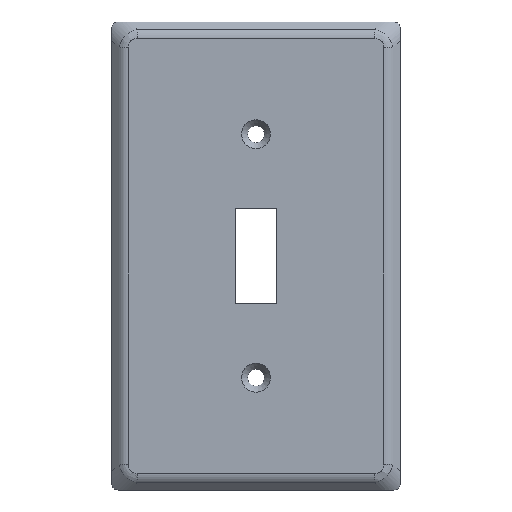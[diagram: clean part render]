
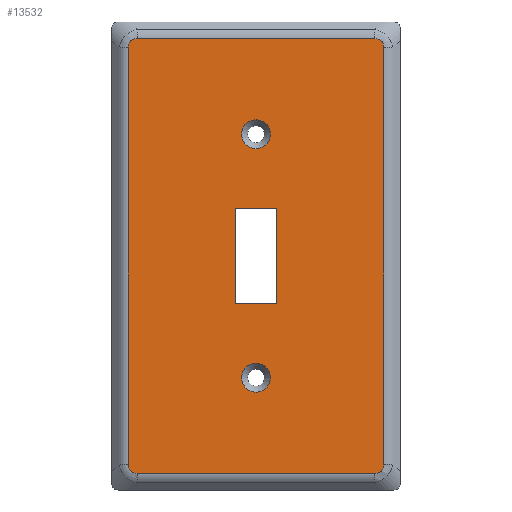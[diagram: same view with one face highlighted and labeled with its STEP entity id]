
A CAD part, top view. The second image highlights one B-rep face of the part: STEP entity #13532.
In plain terms, the highlighted planar face has unit normal (0, 0, 1).
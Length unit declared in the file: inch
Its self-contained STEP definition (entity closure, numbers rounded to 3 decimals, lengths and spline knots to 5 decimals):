
#19=ELLIPSE('',#14204,0.21651,0.125);
#22=ELLIPSE('',#14211,0.21651,0.125);
#24=ELLIPSE('',#14216,0.21651,0.125);
#26=ELLIPSE('',#14221,0.21651,0.125);
#668=FACE_BOUND('',#2682,.T.);
#669=FACE_BOUND('',#2683,.T.);
#670=FACE_BOUND('',#2684,.T.);
#1111=PLANE('',#14231);
#1889=FACE_OUTER_BOUND('',#2681,.T.);
#2681=EDGE_LOOP('',(#12636,#12637,#12638,#12639,#12640,#12641,#12642,#12643));
#2682=EDGE_LOOP('',(#12644,#12645));
#2683=EDGE_LOOP('',(#12646,#12647));
#2684=EDGE_LOOP('',(#12648,#12649,#12650,#12651));
#2730=LINE('',#17162,#4142);
#2733=LINE('',#17168,#4145);
#2736=LINE('',#17174,#4148);
#2739=LINE('',#17178,#4151);
#4077=LINE('',#23774,#5489);
#4079=LINE('',#23805,#5491);
#4081=LINE('',#23836,#5493);
#4083=LINE('',#23864,#5495);
#4142=VECTOR('',#14336,0.3937);
#4145=VECTOR('',#14341,0.3937);
#4148=VECTOR('',#14346,0.3937);
#4151=VECTOR('',#14351,0.3937);
#5489=VECTOR('',#16889,0.3937);
#5491=VECTOR('',#16901,0.3937);
#5493=VECTOR('',#16913,0.3937);
#5495=VECTOR('',#16923,0.3937);
#5548=CIRCLE('',#13592,0.1405);
#5549=CIRCLE('',#13593,0.1405);
#5553=CIRCLE('',#13599,0.1405);
#5554=CIRCLE('',#13600,0.1405);
#5692=VERTEX_POINT('',#17128);
#5693=VERTEX_POINT('',#17129);
#5697=VERTEX_POINT('',#17142);
#5698=VERTEX_POINT('',#17143);
#5704=VERTEX_POINT('',#17159);
#5705=VERTEX_POINT('',#17161);
#5707=VERTEX_POINT('',#17167);
#5709=VERTEX_POINT('',#17173);
#6919=VERTEX_POINT('',#23762);
#6920=VERTEX_POINT('',#23764);
#6922=VERTEX_POINT('',#23770);
#6924=VERTEX_POINT('',#23795);
#6926=VERTEX_POINT('',#23801);
#6928=VERTEX_POINT('',#23826);
#6930=VERTEX_POINT('',#23832);
#6932=VERTEX_POINT('',#23857);
#6990=EDGE_CURVE('',#5692,#5693,#5548,.T.);
#6991=EDGE_CURVE('',#5693,#5692,#5549,.T.);
#6997=EDGE_CURVE('',#5697,#5698,#5553,.T.);
#6998=EDGE_CURVE('',#5698,#5697,#5554,.T.);
#7006=EDGE_CURVE('',#5705,#5704,#2730,.T.);
#7009=EDGE_CURVE('',#5707,#5705,#2733,.T.);
#7012=EDGE_CURVE('',#5709,#5707,#2736,.T.);
#7015=EDGE_CURVE('',#5704,#5709,#2739,.T.);
#8823=EDGE_CURVE('',#6919,#6920,#19,.T.);
#8828=EDGE_CURVE('',#6920,#6922,#4077,.T.);
#8831=EDGE_CURVE('',#6922,#6924,#22,.T.);
#8834=EDGE_CURVE('',#6924,#6926,#4079,.T.);
#8837=EDGE_CURVE('',#6926,#6928,#24,.T.);
#8840=EDGE_CURVE('',#6928,#6930,#4081,.T.);
#8843=EDGE_CURVE('',#6930,#6932,#26,.T.);
#8845=EDGE_CURVE('',#6932,#6919,#4083,.T.);
#12636=ORIENTED_EDGE('',*,*,#8823,.F.);
#12637=ORIENTED_EDGE('',*,*,#8845,.F.);
#12638=ORIENTED_EDGE('',*,*,#8843,.F.);
#12639=ORIENTED_EDGE('',*,*,#8840,.F.);
#12640=ORIENTED_EDGE('',*,*,#8837,.F.);
#12641=ORIENTED_EDGE('',*,*,#8834,.F.);
#12642=ORIENTED_EDGE('',*,*,#8831,.F.);
#12643=ORIENTED_EDGE('',*,*,#8828,.F.);
#12644=ORIENTED_EDGE('',*,*,#6990,.T.);
#12645=ORIENTED_EDGE('',*,*,#6991,.T.);
#12646=ORIENTED_EDGE('',*,*,#6997,.T.);
#12647=ORIENTED_EDGE('',*,*,#6998,.T.);
#12648=ORIENTED_EDGE('',*,*,#7012,.T.);
#12649=ORIENTED_EDGE('',*,*,#7009,.T.);
#12650=ORIENTED_EDGE('',*,*,#7006,.T.);
#12651=ORIENTED_EDGE('',*,*,#7015,.T.);
#13532=ADVANCED_FACE('',(#1889,#668,#669,#670),#1111,.T.);
#13592=AXIS2_PLACEMENT_3D('',#17130,#14302,#14303);
#13593=AXIS2_PLACEMENT_3D('',#17131,#14304,#14305);
#13599=AXIS2_PLACEMENT_3D('',#17144,#14318,#14319);
#13600=AXIS2_PLACEMENT_3D('',#17145,#14320,#14321);
#14204=AXIS2_PLACEMENT_3D('',#23765,#16878,#16879);
#14211=AXIS2_PLACEMENT_3D('',#23799,#16894,#16895);
#14216=AXIS2_PLACEMENT_3D('',#23830,#16906,#16907);
#14221=AXIS2_PLACEMENT_3D('',#23861,#16918,#16919);
#14231=AXIS2_PLACEMENT_3D('',#23917,#16947,#16948);
#14302=DIRECTION('center_axis',(0.,0.,-1.));
#14303=DIRECTION('ref_axis',(1.,0.,0.));
#14304=DIRECTION('center_axis',(0.,0.,-1.));
#14305=DIRECTION('ref_axis',(1.,0.,0.));
#14318=DIRECTION('center_axis',(0.,0.,-1.));
#14319=DIRECTION('ref_axis',(1.,0.,0.));
#14320=DIRECTION('center_axis',(0.,0.,-1.));
#14321=DIRECTION('ref_axis',(1.,0.,0.));
#14336=DIRECTION('',(1.,0.,0.));
#14341=DIRECTION('',(0.,1.,0.));
#14346=DIRECTION('',(-1.,0.,0.));
#14351=DIRECTION('',(0.,-1.,0.));
#16878=DIRECTION('center_axis',(0.,0.,-1.));
#16879=DIRECTION('ref_axis',(-0.707,0.707,0.));
#16889=DIRECTION('',(1.,0.,0.));
#16894=DIRECTION('center_axis',(0.,0.,-1.));
#16895=DIRECTION('ref_axis',(0.707,0.707,0.));
#16901=DIRECTION('',(0.,-1.,0.));
#16906=DIRECTION('center_axis',(0.,0.,-1.));
#16907=DIRECTION('ref_axis',(0.707,-0.707,0.));
#16913=DIRECTION('',(-1.,0.,0.));
#16918=DIRECTION('center_axis',(0.,0.,-1.));
#16919=DIRECTION('ref_axis',(-0.707,-0.707,0.));
#16923=DIRECTION('',(0.,1.,0.));
#16947=DIRECTION('center_axis',(0.,0.,1.));
#16948=DIRECTION('ref_axis',(1.,0.,0.));
#17128=CARTESIAN_POINT('',(0.1405,1.187,0.2));
#17129=CARTESIAN_POINT('',(-0.1405,1.187,0.2));
#17130=CARTESIAN_POINT('Origin',(0.,1.187,0.2));
#17131=CARTESIAN_POINT('Origin',(0.,1.187,0.2));
#17142=CARTESIAN_POINT('',(0.1405,-1.187,0.2));
#17143=CARTESIAN_POINT('',(-0.1405,-1.187,0.2));
#17144=CARTESIAN_POINT('Origin',(0.,-1.187,0.2));
#17145=CARTESIAN_POINT('Origin',(0.,-1.187,0.2));
#17159=CARTESIAN_POINT('',(0.203,0.4625,0.2));
#17161=CARTESIAN_POINT('',(-0.203,0.4625,0.2));
#17162=CARTESIAN_POINT('',(-0.1015,0.4625,0.2));
#17167=CARTESIAN_POINT('',(-0.203,-0.4625,0.2));
#17168=CARTESIAN_POINT('',(-0.203,-0.23125,0.2));
#17173=CARTESIAN_POINT('',(0.203,-0.4625,0.2));
#17174=CARTESIAN_POINT('',(0.1015,-0.4625,0.2));
#17178=CARTESIAN_POINT('',(0.203,0.23125,0.2));
#23762=CARTESIAN_POINT('',(-1.24447,2.03083,0.2));
#23764=CARTESIAN_POINT('',(-1.15608,2.11922,0.2));
#23765=CARTESIAN_POINT('Origin',(-1.0677,1.94245,0.2));
#23770=CARTESIAN_POINT('',(1.15608,2.11922,0.2));
#23774=CARTESIAN_POINT('',(0.35156,2.11922,0.2));
#23795=CARTESIAN_POINT('',(1.24447,2.03083,0.2));
#23799=CARTESIAN_POINT('Origin',(1.0677,1.94245,0.2));
#23801=CARTESIAN_POINT('',(1.24447,-2.03083,0.2));
#23805=CARTESIAN_POINT('',(1.24447,-0.57025,0.2));
#23826=CARTESIAN_POINT('',(1.15608,-2.11922,0.2));
#23830=CARTESIAN_POINT('Origin',(1.0677,-1.94245,0.2));
#23832=CARTESIAN_POINT('',(-1.15608,-2.11922,0.2));
#23836=CARTESIAN_POINT('',(-0.35156,-2.11922,0.2));
#23857=CARTESIAN_POINT('',(-1.24447,-2.03083,0.2));
#23861=CARTESIAN_POINT('Origin',(-1.0677,-1.94245,0.2));
#23864=CARTESIAN_POINT('',(-1.24447,0.57025,0.2));
#23917=CARTESIAN_POINT('Origin',(0.,0.,0.2));
